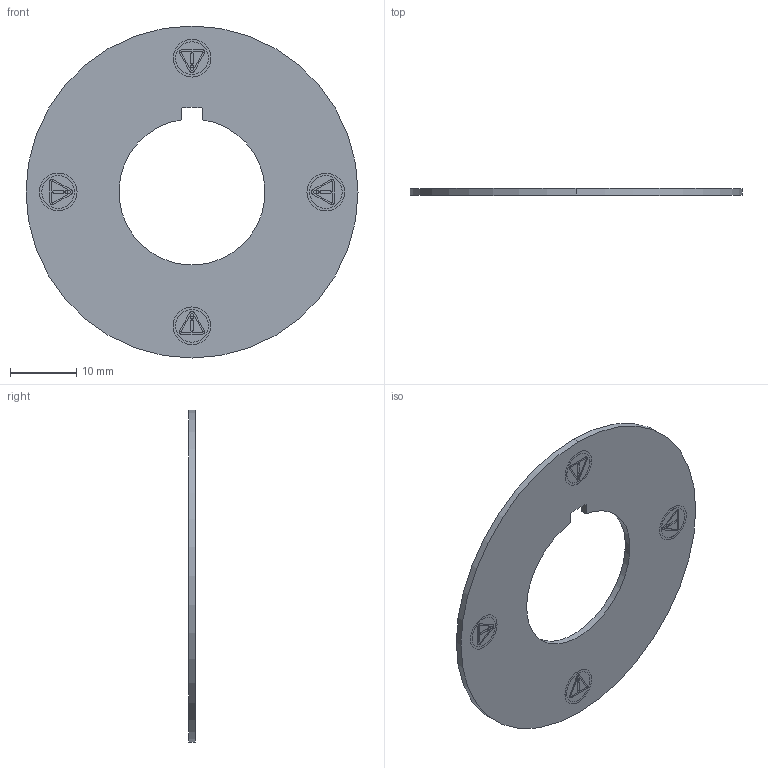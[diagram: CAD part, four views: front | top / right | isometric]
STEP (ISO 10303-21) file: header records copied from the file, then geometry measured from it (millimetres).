
FILE_DESCRIPTION (( 'STEP AP203' ), '1' );
FILE_NAME ('ECX1669-G.step', '2025-02-06T16:20:31', ( '' ), ( '' ), 'SwSTEP 2.0', 'SolidWorks 2024', '' );
FILE_SCHEMA (( 'CONFIG_CONTROL_DESIGN' ));
Length unit declared in the file: inch
Products named in the file (1): ECX1669-G
Bounding box: 50 x 1.01 x 50 mm (x, y, z)
Volume: 1578 mm3; surface area: 3387.3 mm2
Topology: 1 solids, 1 shells, 169 faces, 429 edges, 286 vertices
Faces by surface type: bspline 72, plane 68, cylinder 29
Entity records: 5540 total; most frequent: CARTESIAN_POINT 1853, ORIENTED_EDGE 858, DIRECTION 539, EDGE_CURVE 429, VERTEX_POINT 286, LINE 227, VECTOR 227, EDGE_LOOP 195
